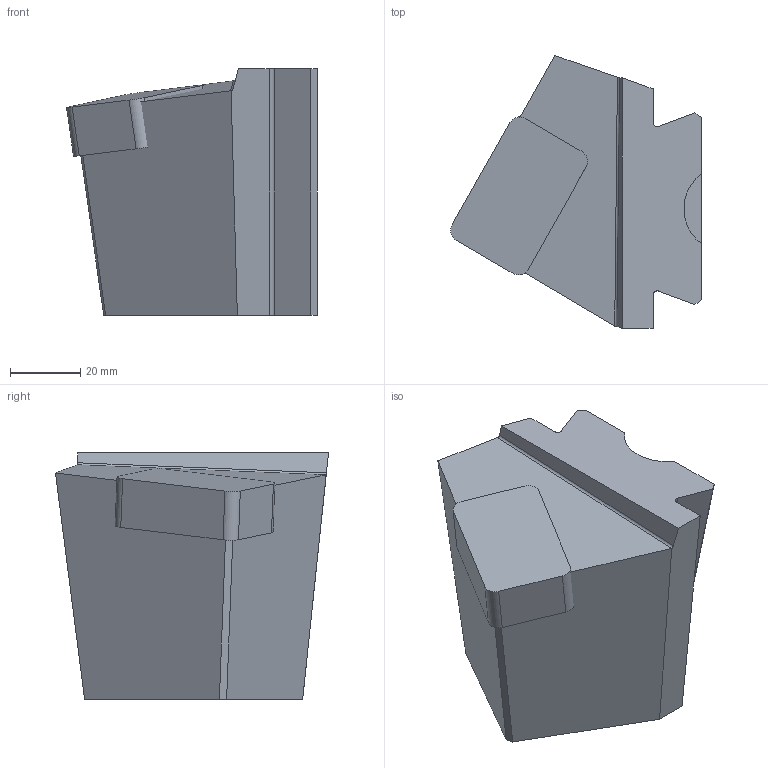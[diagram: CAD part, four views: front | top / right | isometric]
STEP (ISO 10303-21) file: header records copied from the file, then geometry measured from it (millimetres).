
FILE_DESCRIPTION(/* description */ (''),/* implementation_level */ '2;1');
FILE_NAME(/* name */ 'KHPLBNL40A_SIM.stp',/* time_stamp */ '2022-09-08T07:15:26+02:00',/* author */ (''),/* organization */ (''),/* preprocessor_version */ 'ST-DEVELOPER v16.7',/* originating_system */ 'SIEMENS PLM Software NX 12.0',/* authorisation */ '');
FILE_SCHEMA (('AUTOMOTIVE_DESIGN { 1 0 10303 214 3 1 1 1 }'));
Length unit declared in the file: millimetre
Products named in the file (1): model1
Bounding box: 71.32 x 77.6 x 70 mm (x, y, z)
Volume: 203301.5 mm3; surface area: 25450.4 mm2
Topology: 2 solids, 2 shells, 33 faces, 87 edges, 58 vertices
Faces by surface type: plane 23, cylinder 9, sphere 1
Full cylindrical faces by diameter (mm): 9.3 x1
Entity records: 1022 total; most frequent: CARTESIAN_POINT 173, DIRECTION 170, ORIENTED_EDGE 166, EDGE_CURVE 83, LINE 64, VECTOR 64, VERTEX_POINT 56, AXIS2_PLACEMENT_3D 53
